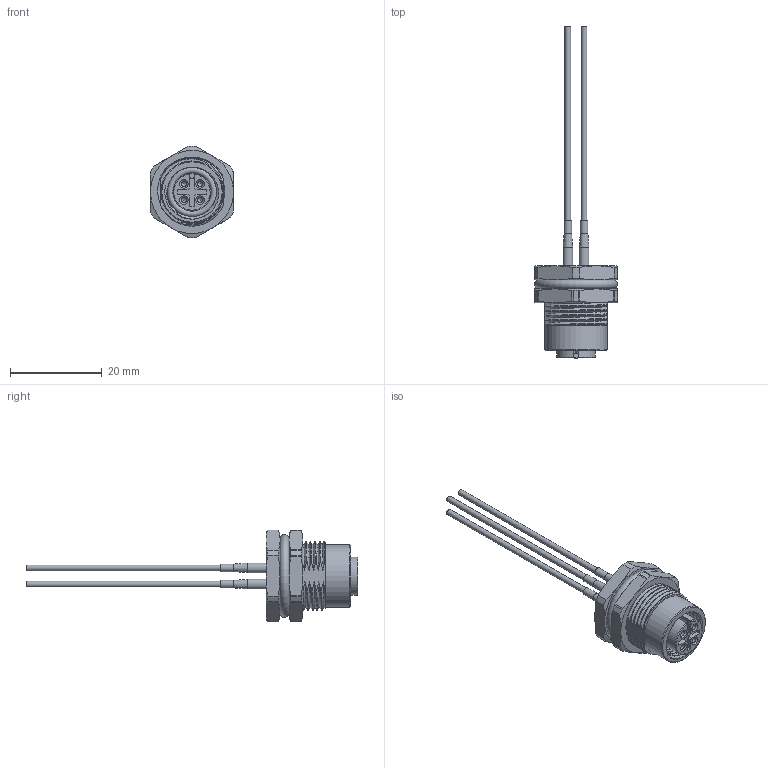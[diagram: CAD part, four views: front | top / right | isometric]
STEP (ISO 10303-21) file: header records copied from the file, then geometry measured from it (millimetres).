
FILE_DESCRIPTION(/* description */ ('Unknown'),/* implementation_level */ '2;1');
FILE_NAME(/* name */ '643462100604',/* time_stamp */ '2021-03-25T09:27:42+01:00',/* author */ ('Unknown'),/* organization */ ('Unknown'),/* preprocessor_version */ 'ST-DEVELOPER v16.7',/* originating_system */ 'DEX',/* authorisation */ $);
FILE_SCHEMA (('AUTOMOTIVE_DESIGN {1 0 10303 214 3 1 1}'));
Length unit declared in the file: millimetre
Products named in the file (14): 6434621006xx; 6431601006xx; 6432601006xx_housing; 643260100604; 643xx01004xx_Seal_outer; 643xx01006xx_Nut; 643xx01004xx_Seal_inner; 6431201004xx_Pin; 6431601006xx_Glue; Wire 22AWG Brown; Wire 22AWG White; Wire 22AWG Blue; Wire 22AWG Black; 6433621006xx_Shrink tube
Assembly tree (19 placements, depth 3):
  6434621006xx
    6431601006xx
      6432601006xx_housing
      643260100604
      643xx01004xx_Seal_outer
      643xx01006xx_Nut
      643xx01004xx_Seal_inner
      6431201004xx_Pin  x4
      6431601006xx_Glue
    Wire 22AWG Brown
    Wire 22AWG White
    Wire 22AWG Blue
    Wire 22AWG Black
    6433621006xx_Shrink tube  x4
Bounding box: 18.07 x 72.2 x 20 mm (x, y, z)
Volume: 3665.4 mm3; surface area: 6754.3 mm2
Topology: 18 solids, 18 shells, 528 faces, 1287 edges, 837 vertices
Faces by surface type: plane 220, cylinder 176, cone 55, bspline 43, torus 34
Full cylindrical faces by diameter (mm): 0.77 x4, 1.05 x4, 1.1 x4, 1.2 x4, 1.245 x8, 1.3 x4, 1.6 x16, 1.659 x4, 1.66 x16, 1.7 x4, 1.79 x16, 1.9 x8, 2.1 x4, 8.3 x1, 8.74 x2, 9.14 x1, 9.25 x1, 10.58 x1, 10.72 x8, 11 x2, 11.1 x1, 13.5 x2
Entity records: 31445 total; most frequent: CARTESIAN_POINT 23666, ORIENTED_EDGE 1506, DIRECTION 1398, EDGE_CURVE 753, AXIS2_PLACEMENT_3D 559, VERTEX_POINT 537, FACE_BOUND 460, EDGE_LOOP 456
